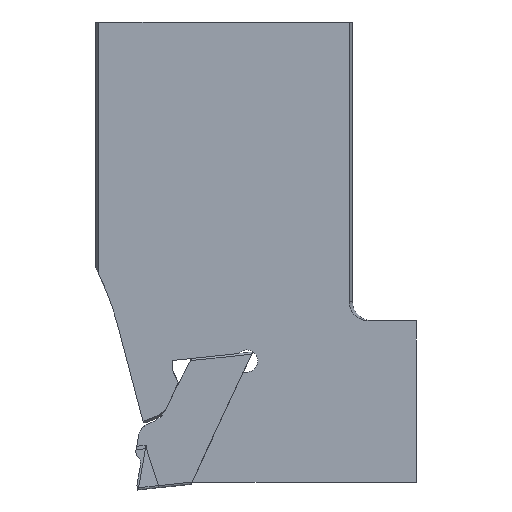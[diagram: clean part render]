
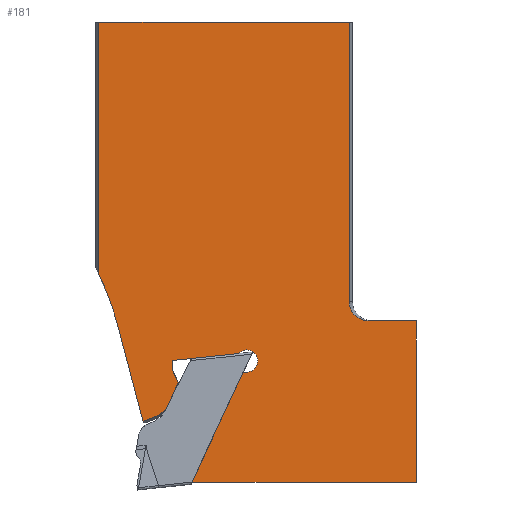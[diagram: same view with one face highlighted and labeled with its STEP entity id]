
A CAD part, left-side view. The second image highlights one B-rep face of the part: STEP entity #181.
In plain terms, the highlighted planar face has unit normal (-1, 0, 0).
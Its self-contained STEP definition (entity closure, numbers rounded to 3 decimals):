
#111=ELLIPSE('',#1760,1.449,1.4);
#147=CIRCLE('',#1757,1.825);
#148=CIRCLE('',#1758,0.4);
#149=CIRCLE('',#1759,0.8);
#150=CIRCLE('',#1761,20.);
#181=ADVANCED_FACE('',(#326),#276,.T.);
#276=PLANE('',#1762);
#326=FACE_OUTER_BOUND('',#421,.T.);
#421=EDGE_LOOP('',(#519,#520,#521,#522,#523,#524,#525,#526,#527,#528,#529,
#530,#531,#532,#533,#534,#535,#536,#537));
#519=ORIENTED_EDGE('',*,*,#1160,.T.);
#520=ORIENTED_EDGE('',*,*,#1161,.T.);
#521=ORIENTED_EDGE('',*,*,#1162,.T.);
#522=ORIENTED_EDGE('',*,*,#1163,.T.);
#523=ORIENTED_EDGE('',*,*,#1164,.T.);
#524=ORIENTED_EDGE('',*,*,#1165,.T.);
#525=ORIENTED_EDGE('',*,*,#1166,.T.);
#526=ORIENTED_EDGE('',*,*,#1167,.T.);
#527=ORIENTED_EDGE('',*,*,#1168,.T.);
#528=ORIENTED_EDGE('',*,*,#1169,.T.);
#529=ORIENTED_EDGE('',*,*,#1170,.F.);
#530=ORIENTED_EDGE('',*,*,#1156,.T.);
#531=ORIENTED_EDGE('',*,*,#1171,.T.);
#532=ORIENTED_EDGE('',*,*,#1172,.T.);
#533=ORIENTED_EDGE('',*,*,#1173,.T.);
#534=ORIENTED_EDGE('',*,*,#1174,.T.);
#535=ORIENTED_EDGE('',*,*,#1175,.T.);
#536=ORIENTED_EDGE('',*,*,#1176,.T.);
#537=ORIENTED_EDGE('',*,*,#1177,.T.);
#1003=VERTEX_POINT('',#2411);
#1004=VERTEX_POINT('',#2412);
#1007=VERTEX_POINT('',#2420);
#1008=VERTEX_POINT('',#2421);
#1009=VERTEX_POINT('',#2423);
#1010=VERTEX_POINT('',#2425);
#1011=VERTEX_POINT('',#2427);
#1012=VERTEX_POINT('',#2429);
#1013=VERTEX_POINT('',#2431);
#1014=VERTEX_POINT('',#2433);
#1015=VERTEX_POINT('',#2435);
#1016=VERTEX_POINT('',#2437);
#1017=VERTEX_POINT('',#2439);
#1018=VERTEX_POINT('',#2442);
#1019=VERTEX_POINT('',#2444);
#1020=VERTEX_POINT('',#2446);
#1021=VERTEX_POINT('',#2448);
#1022=VERTEX_POINT('',#2450);
#1023=VERTEX_POINT('',#2452);
#1156=EDGE_CURVE('',#1003,#1004,#1400,.T.);
#1160=EDGE_CURVE('',#1007,#1008,#1404,.T.);
#1161=EDGE_CURVE('',#1008,#1009,#1405,.T.);
#1162=EDGE_CURVE('',#1009,#1010,#147,.T.);
#1163=EDGE_CURVE('',#1010,#1011,#1406,.T.);
#1164=EDGE_CURVE('',#1011,#1012,#1407,.T.);
#1165=EDGE_CURVE('',#1012,#1013,#148,.T.);
#1166=EDGE_CURVE('',#1013,#1014,#1408,.T.);
#1167=EDGE_CURVE('',#1014,#1015,#1409,.T.);
#1168=EDGE_CURVE('',#1015,#1016,#149,.T.);
#1169=EDGE_CURVE('',#1016,#1017,#1410,.T.);
#1170=EDGE_CURVE('',#1003,#1017,#1411,.T.);
#1171=EDGE_CURVE('',#1004,#1018,#1412,.T.);
#1172=EDGE_CURVE('',#1018,#1019,#1413,.T.);
#1173=EDGE_CURVE('',#1019,#1020,#111,.T.);
#1174=EDGE_CURVE('',#1020,#1021,#1414,.T.);
#1175=EDGE_CURVE('',#1021,#1022,#1415,.T.);
#1176=EDGE_CURVE('',#1022,#1023,#1416,.T.);
#1177=EDGE_CURVE('',#1023,#1007,#150,.T.);
#1400=LINE('',#2410,#1562);
#1404=LINE('',#2419,#1566);
#1405=LINE('',#2422,#1567);
#1406=LINE('',#2426,#1568);
#1407=LINE('',#2428,#1569);
#1408=LINE('',#2432,#1570);
#1409=LINE('',#2434,#1571);
#1410=LINE('',#2438,#1572);
#1411=LINE('',#2440,#1573);
#1412=LINE('',#2441,#1574);
#1413=LINE('',#2443,#1575);
#1414=LINE('',#2447,#1576);
#1415=LINE('',#2449,#1577);
#1416=LINE('',#2451,#1578);
#1562=VECTOR('',#1922,1.);
#1566=VECTOR('',#1928,1.);
#1567=VECTOR('',#1929,1.);
#1568=VECTOR('',#1932,1.);
#1569=VECTOR('',#1933,1.);
#1570=VECTOR('',#1936,1.);
#1571=VECTOR('',#1937,1.);
#1572=VECTOR('',#1940,1.);
#1573=VECTOR('',#1941,1.);
#1574=VECTOR('',#1942,1.);
#1575=VECTOR('',#1943,1.);
#1576=VECTOR('',#1946,1.);
#1577=VECTOR('',#1947,1.);
#1578=VECTOR('',#1948,1.);
#1757=AXIS2_PLACEMENT_3D('',#2424,#1930,#1931);
#1758=AXIS2_PLACEMENT_3D('',#2430,#1934,#1935);
#1759=AXIS2_PLACEMENT_3D('',#2436,#1938,#1939);
#1760=AXIS2_PLACEMENT_3D('',#2445,#1944,#1945);
#1761=AXIS2_PLACEMENT_3D('',#2453,#1949,#1950);
#1762=AXIS2_PLACEMENT_3D('',#2454,#1951,#1952);
#1922=DIRECTION('',(0.,-1.,0.));
#1928=DIRECTION('',(0.,-0.255,-0.967));
#1929=DIRECTION('',(0.,-0.934,0.358));
#1930=DIRECTION('',(-1.,0.,0.));
#1931=DIRECTION('',(0.,0.,1.));
#1932=DIRECTION('',(0.,-0.407,0.914));
#1933=DIRECTION('',(0.,0.419,0.908));
#1934=DIRECTION('',(1.,0.,0.));
#1935=DIRECTION('',(0.,-1.,0.));
#1936=DIRECTION('',(0.,0.,1.));
#1937=DIRECTION('',(0.,-0.995,0.105));
#1938=DIRECTION('',(1.,0.,0.));
#1939=DIRECTION('',(0.,0.,1.));
#1940=DIRECTION('',(0.,0.995,-0.105));
#1941=DIRECTION('',(0.,-0.423,0.906));
#1942=DIRECTION('',(0.,0.,1.));
#1943=DIRECTION('',(0.,1.,0.));
#1944=DIRECTION('',(1.,0.,0.));
#1945=DIRECTION('',(0.,1.,0.));
#1946=DIRECTION('',(0.,0.,1.));
#1947=DIRECTION('',(0.,1.,0.));
#1948=DIRECTION('',(0.,0.,-1.));
#1949=DIRECTION('',(1.,0.,0.));
#1950=DIRECTION('',(0.,0.,1.));
#1951=DIRECTION('',(-1.,0.,0.));
#1952=DIRECTION('',(0.,-1.,0.));
#2410=CARTESIAN_POINT('',(-1.8,18.709,-11.6));
#2411=CARTESIAN_POINT('',(-1.8,11.789,-11.6));
#2412=CARTESIAN_POINT('',(-1.8,-4.357,-11.6));
#2419=CARTESIAN_POINT('',(-1.8,17.142,-0.224));
#2420=CARTESIAN_POINT('',(-1.8,17.122,-0.302));
#2421=CARTESIAN_POINT('',(-1.8,15.297,-7.223));
#2422=CARTESIAN_POINT('',(-1.8,8.661,-4.675));
#2423=CARTESIAN_POINT('',(-1.8,14.459,-6.901));
#2424=CARTESIAN_POINT('',(-1.8,15.113,-5.197));
#2425=CARTESIAN_POINT('',(-1.8,13.446,-5.939));
#2426=CARTESIAN_POINT('',(-1.8,4.121,15.005));
#2427=CARTESIAN_POINT('',(-1.8,12.769,-4.419));
#2428=CARTESIAN_POINT('',(-1.8,12.569,-4.851));
#2429=CARTESIAN_POINT('',(-1.8,13.175,-3.539));
#2430=CARTESIAN_POINT('',(-1.8,12.812,-3.372));
#2431=CARTESIAN_POINT('',(-1.8,13.212,-3.372));
#2432=CARTESIAN_POINT('',(-1.8,13.212,-3.459));
#2433=CARTESIAN_POINT('',(-1.8,13.212,-2.843));
#2434=CARTESIAN_POINT('',(-1.8,11.152,-2.626));
#2435=CARTESIAN_POINT('',(-1.8,8.444,-2.341));
#2436=CARTESIAN_POINT('',(-1.8,7.855,-2.883));
#2437=CARTESIAN_POINT('',(-1.8,7.772,-3.678));
#2438=CARTESIAN_POINT('',(-1.8,7.772,-3.678));
#2439=CARTESIAN_POINT('',(-1.8,8.112,-3.714));
#2440=CARTESIAN_POINT('',(-1.8,0.347,12.938));
#2441=CARTESIAN_POINT('',(-1.8,-4.357,-11.6));
#2442=CARTESIAN_POINT('',(-1.8,-4.357,0.));
#2443=CARTESIAN_POINT('',(-1.8,-4.357,0.));
#2444=CARTESIAN_POINT('',(-1.8,-0.967,0.));
#2445=CARTESIAN_POINT('',(-1.8,-0.967,1.4));
#2446=CARTESIAN_POINT('',(-1.8,0.482,1.4));
#2447=CARTESIAN_POINT('',(-1.8,0.482,21.5));
#2448=CARTESIAN_POINT('',(-1.8,0.482,21.5));
#2449=CARTESIAN_POINT('',(-1.8,0.241,21.5));
#2450=CARTESIAN_POINT('',(-1.8,18.468,21.5));
#2451=CARTESIAN_POINT('',(-1.8,18.468,3.813));
#2452=CARTESIAN_POINT('',(-1.8,18.468,3.332));
#2453=CARTESIAN_POINT('',(-1.8,36.461,-5.4));
#2454=CARTESIAN_POINT('',(-1.8,18.709,21.5));
